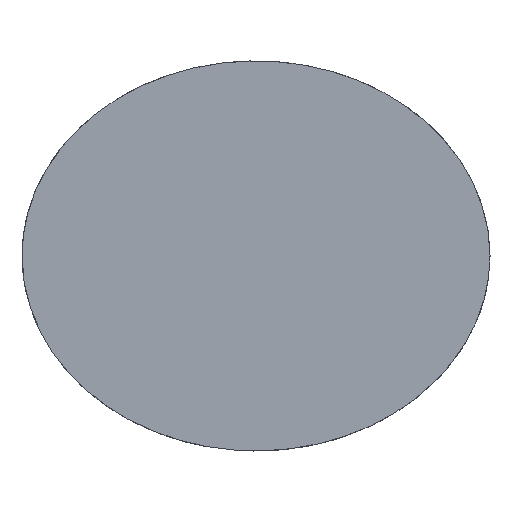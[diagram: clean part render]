
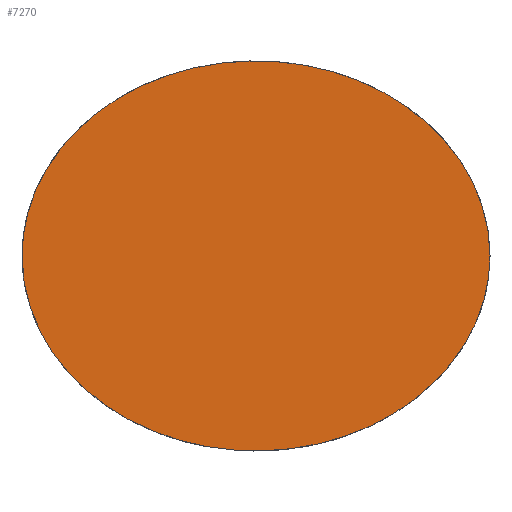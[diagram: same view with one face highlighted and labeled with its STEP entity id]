
A CAD part, top view. The second image highlights one B-rep face of the part: STEP entity #7270.
In plain terms, the highlighted planar face has unit normal (0, 0, 1).
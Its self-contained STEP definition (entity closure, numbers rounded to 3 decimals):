
#799=CARTESIAN_POINT('Vertex',(1500.,0.,400.)) ;
#803=CARTESIAN_POINT('Control Point',(-1500.,0.,400.)) ;
#804=CARTESIAN_POINT('Control Point',(-1500.,-95.329,400.)) ;
#805=CARTESIAN_POINT('Control Point',(-1489.095,-190.658,400.)) ;
#806=CARTESIAN_POINT('Control Point',(-1467.284,-284.832,400.)) ;
#807=CARTESIAN_POINT('Control Point',(-1401.543,-470.944,400.)) ;
#808=CARTESIAN_POINT('Control Point',(-1294.258,-643.175,400.)) ;
#809=CARTESIAN_POINT('Control Point',(-1229.83,-725.675,400.)) ;
#810=CARTESIAN_POINT('Control Point',(-1079.876,-881.784,400.)) ;
#811=CARTESIAN_POINT('Control Point',(-895.885,-1010.249,400.)) ;
#812=CARTESIAN_POINT('Control Point',(-794.667,-1067.442,400.)) ;
#813=CARTESIAN_POINT('Control Point',(-577.289,-1165.065,400.)) ;
#814=CARTESIAN_POINT('Control Point',(-340.629,-1223.975,400.)) ;
#815=CARTESIAN_POINT('Control Point',(-217.673,-1243.296,400.)) ;
#816=CARTESIAN_POINT('Control Point',(31.153,-1260.44,400.)) ;
#817=CARTESIAN_POINT('Control Point',(278.916,-1234.763,400.)) ;
#818=CARTESIAN_POINT('Control Point',(400.71,-1211.262,400.)) ;
#819=CARTESIAN_POINT('Control Point',(633.923,-1144.405,400.)) ;
#820=CARTESIAN_POINT('Control Point',(846.028,-1039.638,400.)) ;
#821=CARTESIAN_POINT('Control Point',(944.169,-979.203,400.)) ;
#822=CARTESIAN_POINT('Control Point',(1121.402,-844.958,400.)) ;
#823=CARTESIAN_POINT('Control Point',(1263.449,-684.346,400.)) ;
#824=CARTESIAN_POINT('Control Point',(1323.76,-599.975,400.)) ;
#825=CARTESIAN_POINT('Control Point',(1417.665,-433.476,400.)) ;
#826=CARTESIAN_POINT('Control Point',(1473.669,-255.731,400.)) ;
#827=CARTESIAN_POINT('Control Point',(1491.223,-171.043,400.)) ;
#828=CARTESIAN_POINT('Control Point',(1500.,-85.522,400.)) ;
#829=CARTESIAN_POINT('Control Point',(1500.,0.,400.)) ;
#830=CARTESIAN_POINT('Vertex',(-1500.,0.,400.)) ;
#1174=CARTESIAN_POINT('Control Point',(1500.,0.,400.)) ;
#1175=CARTESIAN_POINT('Control Point',(1500.,95.329,400.)) ;
#1176=CARTESIAN_POINT('Control Point',(1489.095,190.658,400.)) ;
#1177=CARTESIAN_POINT('Control Point',(1467.284,284.832,400.)) ;
#1178=CARTESIAN_POINT('Control Point',(1401.543,470.944,400.)) ;
#1179=CARTESIAN_POINT('Control Point',(1294.258,643.175,400.)) ;
#1180=CARTESIAN_POINT('Control Point',(1229.83,725.675,400.)) ;
#1181=CARTESIAN_POINT('Control Point',(1079.876,881.784,400.)) ;
#1182=CARTESIAN_POINT('Control Point',(895.885,1010.249,400.)) ;
#1183=CARTESIAN_POINT('Control Point',(794.667,1067.442,400.)) ;
#1184=CARTESIAN_POINT('Control Point',(577.289,1165.065,400.)) ;
#1185=CARTESIAN_POINT('Control Point',(340.629,1223.975,400.)) ;
#1186=CARTESIAN_POINT('Control Point',(217.673,1243.296,400.)) ;
#1187=CARTESIAN_POINT('Control Point',(-31.153,1260.44,400.)) ;
#1188=CARTESIAN_POINT('Control Point',(-278.916,1234.763,400.)) ;
#1189=CARTESIAN_POINT('Control Point',(-400.71,1211.262,400.)) ;
#1190=CARTESIAN_POINT('Control Point',(-633.923,1144.405,400.)) ;
#1191=CARTESIAN_POINT('Control Point',(-846.028,1039.638,400.)) ;
#1192=CARTESIAN_POINT('Control Point',(-944.169,979.203,400.)) ;
#1193=CARTESIAN_POINT('Control Point',(-1121.402,844.958,400.)) ;
#1194=CARTESIAN_POINT('Control Point',(-1263.449,684.346,400.)) ;
#1195=CARTESIAN_POINT('Control Point',(-1323.76,599.975,400.)) ;
#1196=CARTESIAN_POINT('Control Point',(-1417.665,433.476,400.)) ;
#1197=CARTESIAN_POINT('Control Point',(-1473.669,255.731,400.)) ;
#1198=CARTESIAN_POINT('Control Point',(-1491.223,171.043,400.)) ;
#1199=CARTESIAN_POINT('Control Point',(-1500.,85.522,400.)) ;
#1200=CARTESIAN_POINT('Control Point',(-1500.,0.,400.)) ;
#7261=CARTESIAN_POINT('Axis2P3D Location',(0.,0.,400.)) ;
#7262=DIRECTION('Axis2P3D Direction',(0.,0.,1.)) ;
#7263=DIRECTION('Axis2P3D XDirection',(1.,0.,-0.)) ;
#7264=AXIS2_PLACEMENT_3D('Plane Axis2P3D',#7261,#7262,#7263) ;
#7267=ORIENTED_EDGE('',*,*,#1201,.T.) ;
#7268=ORIENTED_EDGE('',*,*,#832,.T.) ;
#7270=ADVANCED_FACE('Cortar-Extruir1',(#7269),#7265,.T.) ;
#802=B_SPLINE_CURVE_WITH_KNOTS('',5,(#803,#804,#805,#806,#807,#808,#809,#810,#811,#812,#813,#814,#815,#816,#817,#818,#819,#820,#821,#822,#823,#824,#825,#826,#827,#828,#829),.UNSPECIFIED.,.F.,.U.,(6,3,3,3,3,3,3,3,6),(0.,1052.945,2133.208,3251.127,4394.559,5537.032,6652.577,7730.389,8675.006),.UNSPECIFIED.) ;
#1173=B_SPLINE_CURVE_WITH_KNOTS('',5,(#1174,#1175,#1176,#1177,#1178,#1179,#1180,#1181,#1182,#1183,#1184,#1185,#1186,#1187,#1188,#1189,#1190,#1191,#1192,#1193,#1194,#1195,#1196,#1197,#1198,#1199,#1200),.UNSPECIFIED.,.F.,.U.,(6,3,3,3,3,3,3,3,6),(0.,1052.945,2133.208,3251.127,4394.559,5537.032,6652.577,7730.389,8675.006),.UNSPECIFIED.) ;
#832=EDGE_CURVE('',#831,#800,#802,.T.) ;
#1201=EDGE_CURVE('',#800,#831,#1173,.T.) ;
#7266=EDGE_LOOP('',(#7267,#7268)) ;
#7269=FACE_OUTER_BOUND('',#7266,.T.) ;
#7265=PLANE('Plane',#7264) ;
#800=VERTEX_POINT('',#799) ;
#831=VERTEX_POINT('',#830) ;
